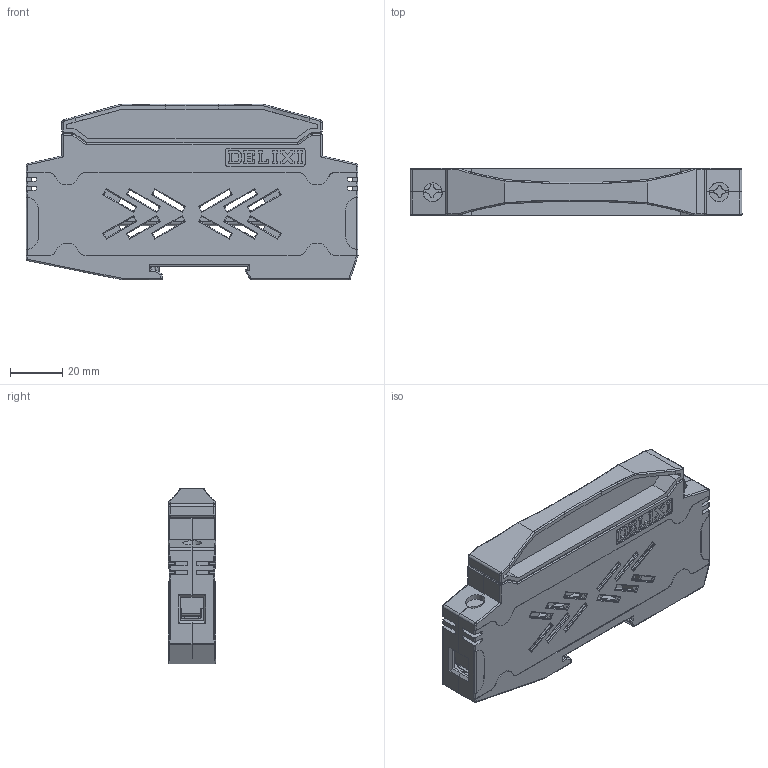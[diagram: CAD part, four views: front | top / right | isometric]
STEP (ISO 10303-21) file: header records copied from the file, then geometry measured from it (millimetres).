
FILE_DESCRIPTION(/* description */ (''),/* implementation_level */ '2;1');
FILE_NAME(/* name */ 'CDPV2-32L.stp',/* time_stamp */ '2025-03-14T10:48:41+08:00',/* author */ (''),/* organization */ (''),/* preprocessor_version */ 'ST-DEVELOPER v16',/* originating_system */ 'SIEMENS PLM Software NX 10.0',/* authorisation */ '');
FILE_SCHEMA (('CONFIG_CONTROL_DESIGN'));
Products named in the file (1): CDPV2-32L底座_stp
Bounding box: 127 x 18 x 67.2 mm (x, y, z)
Volume: 56455.7 mm3; surface area: 60365.3 mm2
Topology: 14 solids, 14 shells, 2029 faces, 5590 edges, 3598 vertices
Faces by surface type: plane 1450, cylinder 459, bspline 75, torus 17, extrusion 14, sphere 12, cone 2
Full cylindrical faces by diameter (mm): 1 x6, 2.4 x2, 4.2 x4, 5 x2, 8 x2, 8.5 x2, 9.5 x2
Entity records: 68978 total; most frequent: CARTESIAN_POINT 18154, ORIENTED_EDGE 11082, DIRECTION 9636, EDGE_CURVE 5541, VECTOR 4354, LINE 4340, VERTEX_POINT 3596, AXIS2_PLACEMENT_3D 2641
